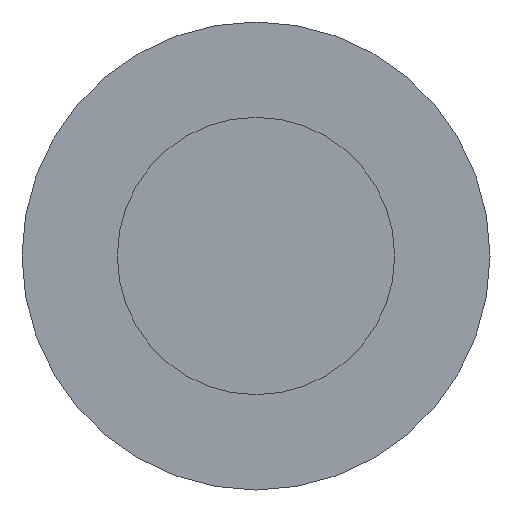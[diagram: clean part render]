
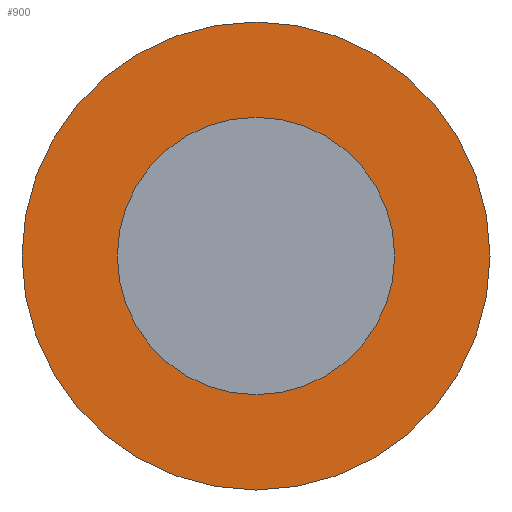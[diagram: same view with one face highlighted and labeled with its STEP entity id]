
A CAD part, front view. The second image highlights one B-rep face of the part: STEP entity #900.
In plain terms, the highlighted planar face has unit normal (0, -1, 0).
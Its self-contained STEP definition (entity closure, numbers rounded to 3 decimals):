
#15=FACE_BOUND('',#189,.T.);
#80=PLANE('',#1019);
#134=FACE_OUTER_BOUND('',#188,.T.);
#188=EDGE_LOOP('',(#823));
#189=EDGE_LOOP('',(#824));
#299=CIRCLE('',#926,2.);
#343=CIRCLE('',#1018,3.375);
#345=VERTEX_POINT('',#1272);
#425=VERTEX_POINT('',#2209);
#428=EDGE_CURVE('',#345,#345,#299,.T.);
#558=EDGE_CURVE('',#425,#425,#343,.T.);
#823=ORIENTED_EDGE('',*,*,#558,.F.);
#824=ORIENTED_EDGE('',*,*,#428,.T.);
#900=ADVANCED_FACE('',(#134,#15),#80,.F.);
#926=AXIS2_PLACEMENT_3D('',#1274,#1027,#1028);
#1018=AXIS2_PLACEMENT_3D('',#2211,#1264,#1265);
#1019=AXIS2_PLACEMENT_3D('',#2212,#1266,#1267);
#1027=DIRECTION('center_axis',(0.,1.,0.));
#1028=DIRECTION('ref_axis',(1.,0.,0.));
#1264=DIRECTION('center_axis',(0.,1.,0.));
#1265=DIRECTION('ref_axis',(-1.,0.,0.));
#1266=DIRECTION('center_axis',(0.,1.,0.));
#1267=DIRECTION('ref_axis',(0.,0.,1.));
#1272=CARTESIAN_POINT('',(-2.,0.,0.));
#1274=CARTESIAN_POINT('Origin',(0.,0.,0.));
#2209=CARTESIAN_POINT('',(3.375,0.,0.));
#2211=CARTESIAN_POINT('Origin',(0.,0.,0.));
#2212=CARTESIAN_POINT('Origin',(0.,0.,0.));
